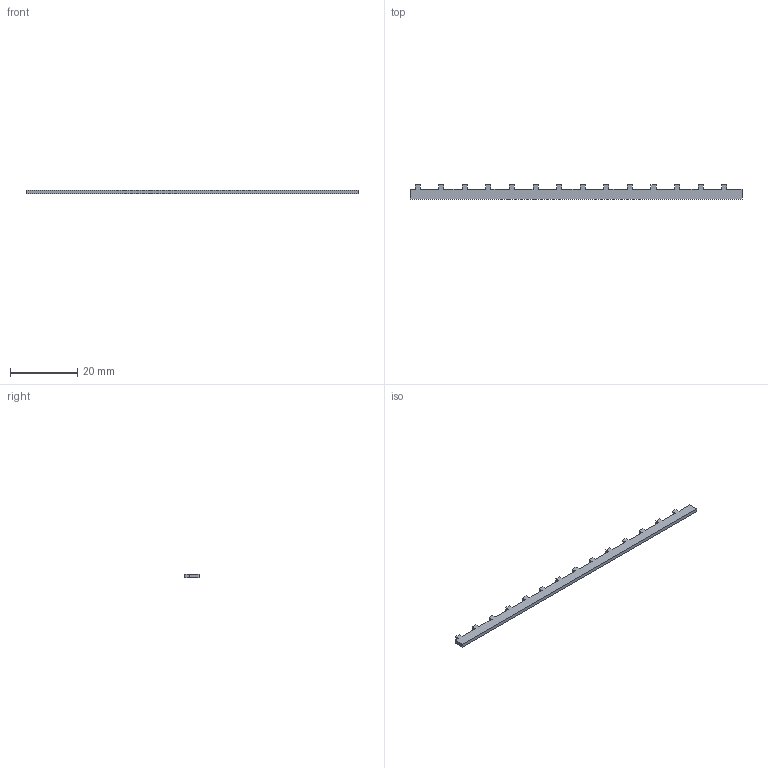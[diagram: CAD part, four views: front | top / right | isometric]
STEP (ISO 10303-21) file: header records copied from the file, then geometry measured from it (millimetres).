
FILE_DESCRIPTION (( 'STEP AP214' ), '1' );
FILE_NAME ('Accumulator - Resetting Bar.STEP', '2025-07-06T08:34:40', ( '' ), ( '' ), 'SwSTEP 2.0', 'SolidWorks 2025', '' );
FILE_SCHEMA (( 'AUTOMOTIVE_DESIGN' ));
Length unit declared in the file: millimetre
Products named in the file (1): Accumulator - Resetting Bar
Bounding box: 98.5 x 4.2 x 1 mm (x, y, z)
Volume: 308.7 mm3; surface area: 862 mm2
Topology: 1 solids, 1 shells, 62 faces, 180 edges, 120 vertices
Faces by surface type: plane 62
Entity records: 2038 total; most frequent: CARTESIAN_POINT 363, ORIENTED_EDGE 360, DIRECTION 306, VECTOR 180, EDGE_CURVE 180, LINE 180, VERTEX_POINT 120, AXIS2_PLACEMENT_3D 63
